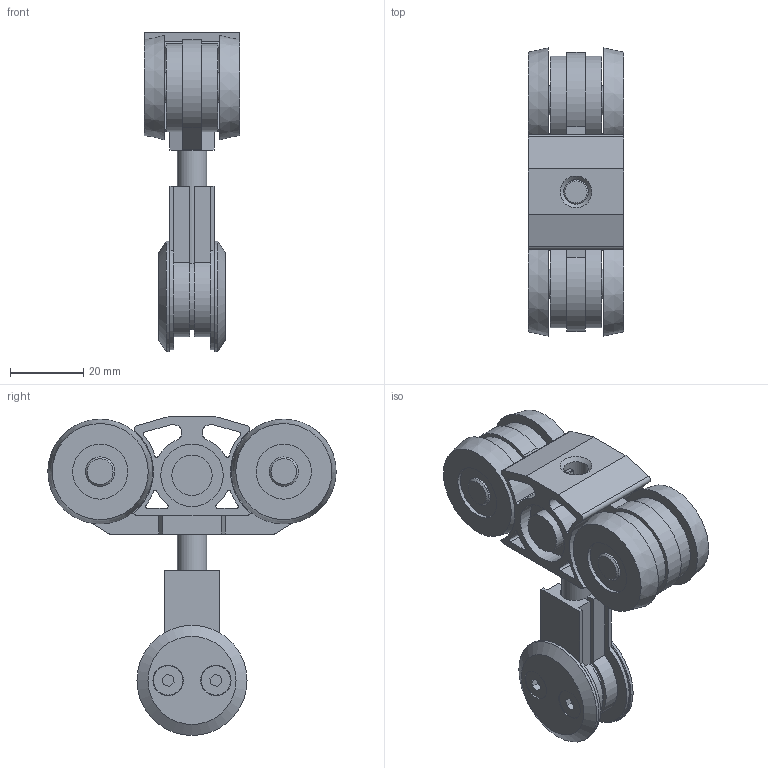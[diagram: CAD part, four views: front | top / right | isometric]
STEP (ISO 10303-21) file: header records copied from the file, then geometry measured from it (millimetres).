
FILE_DESCRIPTION(/* description */ ('Unknown'),/* implementation_level */ '2;1');
FILE_NAME(/* name */ '8600A-1 - Laufwagen',/* time_stamp */ '2017-04-19T15:21:06+02:00',/* author */ ('Unknown'),/* organization */ ('Unknown'),/* preprocessor_version */ 'ST-DEVELOPER v16.7',/* originating_system */ 'DEX',/* authorisation */ $);
FILE_SCHEMA (('AUTOMOTIVE_DESIGN {1 0 10303 214 3 1 1}'));
Length unit declared in the file: millimetre
Products named in the file (9): SA8600A-1_ZUS; Rad; Achse_8x26; SA8600A-1_Körper; Glashalter; Gew-Stange_M8x70; Halter_Kunststoff; Halterplatte; DIN_7991_M4x12
Assembly tree (14 placements, depth 2):
  SA8600A-1_ZUS
    Rad  x4
    Achse_8x26  x2
    SA8600A-1_Körper
    Glashalter
    Gew-Stange_M8x70
    Halter_Kunststoff  x2
    Halterplatte
    DIN_7991_M4x12  x2
Bounding box: 26 x 78.5 x 86.86 mm (x, y, z)
Volume: 53401.6 mm3; surface area: 31988.8 mm2
Topology: 14 solids, 14 shells, 204 faces, 495 edges, 328 vertices
Faces by surface type: plane 101, cylinder 76, cone 25, bspline 2
Full cylindrical faces by diameter (mm): 3.242 x4, 4 x2, 4.3 x2, 6.647 x2, 8 x11, 8.3 x2, 11 x2, 15 x4, 17 x2, 20 x3, 30 x2
Entity records: 5804 total; most frequent: CARTESIAN_POINT 1077, DIRECTION 797, ORIENTED_EDGE 662, EDGE_CURVE 331, AXIS2_PLACEMENT_3D 308, VERTEX_POINT 245, FACE_BOUND 238, EDGE_LOOP 236
